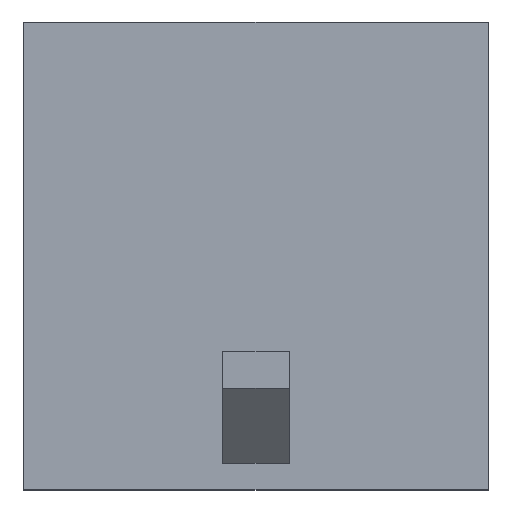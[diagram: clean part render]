
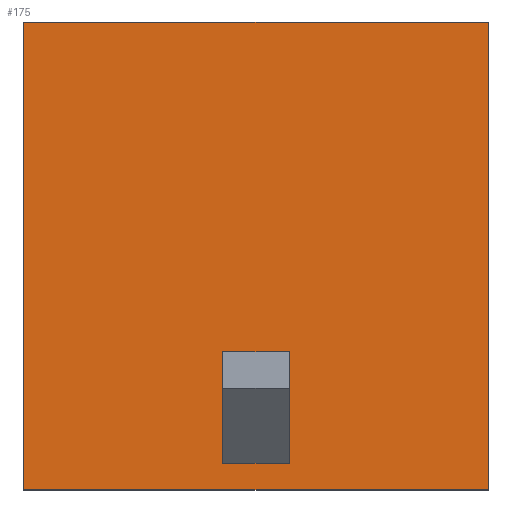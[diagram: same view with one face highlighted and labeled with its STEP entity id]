
A CAD part, top view. The second image highlights one B-rep face of the part: STEP entity #175.
In plain terms, the highlighted planar face has unit normal (0, 0, 1).
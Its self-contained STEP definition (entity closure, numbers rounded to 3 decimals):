
#175=ADVANCED_FACE('',(#386,#387),#285,.T.);
#285=PLANE('',#2002);
#386=FACE_BOUND('',#409,.T.);
#387=FACE_BOUND('',#410,.T.);
#409=EDGE_LOOP('',(#571,#572,#573,#574));
#410=EDGE_LOOP('',(#575,#576,#577,#578));
#571=ORIENTED_EDGE('',*,*,#1270,.T.);
#572=ORIENTED_EDGE('',*,*,#1231,.T.);
#573=ORIENTED_EDGE('',*,*,#1271,.T.);
#574=ORIENTED_EDGE('',*,*,#1272,.T.);
#575=ORIENTED_EDGE('',*,*,#1273,.T.);
#576=ORIENTED_EDGE('',*,*,#1274,.T.);
#577=ORIENTED_EDGE('',*,*,#1275,.F.);
#578=ORIENTED_EDGE('',*,*,#1276,.F.);
#1063=VERTEX_POINT('',#2628);
#1064=VERTEX_POINT('',#2630);
#1099=VERTEX_POINT('',#2786);
#1100=VERTEX_POINT('',#2788);
#1101=VERTEX_POINT('',#2791);
#1102=VERTEX_POINT('',#2792);
#1103=VERTEX_POINT('',#2794);
#1104=VERTEX_POINT('',#2796);
#1231=EDGE_CURVE('',#1064,#1063,#1498,.T.);
#1270=EDGE_CURVE('',#1099,#1064,#1527,.T.);
#1271=EDGE_CURVE('',#1063,#1100,#1528,.T.);
#1272=EDGE_CURVE('',#1100,#1099,#1529,.T.);
#1273=EDGE_CURVE('',#1101,#1102,#1530,.T.);
#1274=EDGE_CURVE('',#1102,#1103,#1531,.T.);
#1275=EDGE_CURVE('',#1104,#1103,#1532,.T.);
#1276=EDGE_CURVE('',#1101,#1104,#1533,.T.);
#1498=LINE('',#2629,#1747);
#1527=LINE('',#2785,#1776);
#1528=LINE('',#2787,#1777);
#1529=LINE('',#2789,#1778);
#1530=LINE('',#2790,#1779);
#1531=LINE('',#2793,#1780);
#1532=LINE('',#2795,#1781);
#1533=LINE('',#2797,#1782);
#1747=VECTOR('',#2123,1.);
#1776=VECTOR('',#2176,1.);
#1777=VECTOR('',#2177,1.);
#1778=VECTOR('',#2178,1.);
#1779=VECTOR('',#2179,1.);
#1780=VECTOR('',#2180,1.);
#1781=VECTOR('',#2181,1.);
#1782=VECTOR('',#2182,1.);
#2002=AXIS2_PLACEMENT_3D('',#2798,#2183,#2184);
#2123=DIRECTION('',(1.,0.,0.));
#2176=DIRECTION('',(0.,-1.,0.));
#2177=DIRECTION('',(0.,1.,0.));
#2178=DIRECTION('',(-1.,0.,0.));
#2179=DIRECTION('',(-1.,0.,0.));
#2180=DIRECTION('',(0.,1.,0.));
#2181=DIRECTION('',(-1.,0.,0.));
#2182=DIRECTION('',(0.,1.,0.));
#2183=DIRECTION('',(0.,0.,1.));
#2184=DIRECTION('',(1.,0.,0.));
#2628=CARTESIAN_POINT('',(4.925,-4.955,3.86));
#2629=CARTESIAN_POINT('',(-4.925,-4.955,3.86));
#2630=CARTESIAN_POINT('',(-4.925,-4.955,3.86));
#2785=CARTESIAN_POINT('',(-4.925,4.955,3.86));
#2786=CARTESIAN_POINT('',(-4.925,4.955,3.86));
#2787=CARTESIAN_POINT('',(4.925,-4.955,3.86));
#2788=CARTESIAN_POINT('',(4.925,4.955,3.86));
#2789=CARTESIAN_POINT('',(4.925,4.955,3.86));
#2790=CARTESIAN_POINT('',(0.7,-4.395,3.86));
#2791=CARTESIAN_POINT('',(0.7,-4.395,3.86));
#2792=CARTESIAN_POINT('',(-0.7,-4.395,3.86));
#2793=CARTESIAN_POINT('',(-0.7,-4.395,3.86));
#2794=CARTESIAN_POINT('',(-0.7,-2.035,3.86));
#2795=CARTESIAN_POINT('',(0.7,-2.035,3.86));
#2796=CARTESIAN_POINT('',(0.7,-2.035,3.86));
#2797=CARTESIAN_POINT('',(0.7,-4.395,3.86));
#2798=CARTESIAN_POINT('',(0.,0.,3.86));
